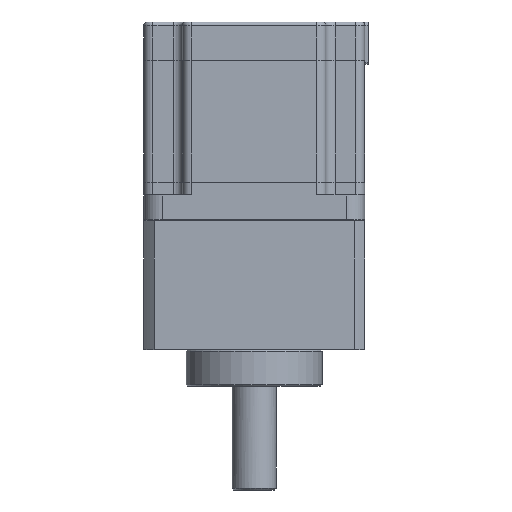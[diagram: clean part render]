
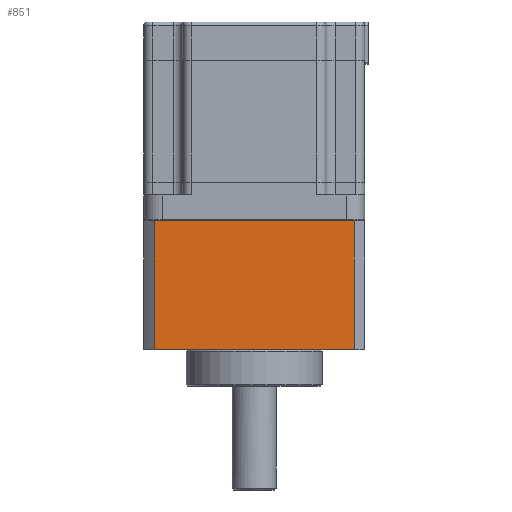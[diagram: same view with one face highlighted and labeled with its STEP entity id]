
A CAD part, left-side view. The second image highlights one B-rep face of the part: STEP entity #851.
In plain terms, the highlighted face is planar.
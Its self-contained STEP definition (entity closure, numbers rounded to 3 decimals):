
#851 = ADVANCED_FACE( '', ( #1844 ), #1845, .F. );
#1844 = FACE_OUTER_BOUND( '', #2911, .T. );
#1845 = PLANE( '', #2912 );
#2911 = EDGE_LOOP( '', ( #4999, #5000, #5001, #5002 ) );
#2912 = AXIS2_PLACEMENT_3D( '', #5003, #5004, #5005 );
#4999 = ORIENTED_EDGE( '', *, *, #5802, .T. );
#5000 = ORIENTED_EDGE( '', *, *, #5741, .T. );
#5001 = ORIENTED_EDGE( '', *, *, #5919, .F. );
#5002 = ORIENTED_EDGE( '', *, *, #6355, .T. );
#5003 = CARTESIAN_POINT( '', ( 30., -25., 35. ) );
#5004 = DIRECTION( '', ( -1., 0., 0. ) );
#5005 = DIRECTION( '', ( 0., 1., 0. ) );
#5741 = EDGE_CURVE( '', #6775, #6780, #6782, .F. );
#5802 = EDGE_CURVE( '', #6878, #6775, #6879, .T. );
#5919 = EDGE_CURVE( '', #7070, #6780, #7073, .T. );
#6355 = EDGE_CURVE( '', #7070, #6878, #7673, .T. );
#6775 = VERTEX_POINT( '', #8208 );
#6780 = VERTEX_POINT( '', #8214 );
#6782 = LINE( '', #8216, #8217 );
#6878 = VERTEX_POINT( '', #8332 );
#6879 = LINE( '', #8333, #8334 );
#7070 = VERTEX_POINT( '', #8565 );
#7073 = LINE( '', #8568, #8569 );
#7673 = LINE( '', #9310, #9311 );
#8208 = CARTESIAN_POINT( '', ( 30., 27.208, 0. ) );
#8214 = CARTESIAN_POINT( '', ( 30., 27.208, 35. ) );
#8216 = CARTESIAN_POINT( '', ( 30., 27.208, 133.212 ) );
#8217 = VECTOR( '', #9710, 1000. );
#8332 = CARTESIAN_POINT( '', ( 30., -27.208, 0. ) );
#8333 = CARTESIAN_POINT( '', ( 30., -25., 0. ) );
#8334 = VECTOR( '', #9802, 1000. );
#8565 = CARTESIAN_POINT( '', ( 30., -27.208, 35. ) );
#8568 = CARTESIAN_POINT( '', ( 30., -25., 35. ) );
#8569 = VECTOR( '', #9990, 1000. );
#9310 = CARTESIAN_POINT( '', ( 30., -27.208, 133.212 ) );
#9311 = VECTOR( '', #10588, 1000. );
#9710 = DIRECTION( '', ( 0., 0., -1. ) );
#9802 = DIRECTION( '', ( 0., 1., 0. ) );
#9990 = DIRECTION( '', ( 0., 1., 0. ) );
#10588 = DIRECTION( '', ( 0., 0., -1. ) );
